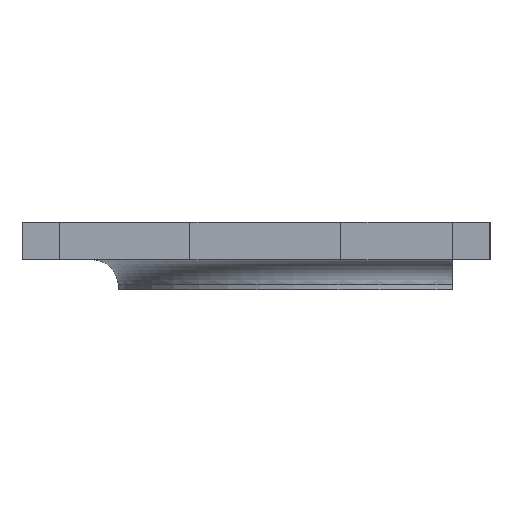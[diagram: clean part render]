
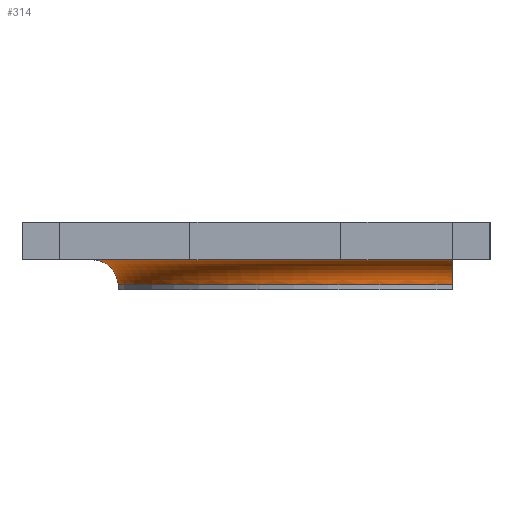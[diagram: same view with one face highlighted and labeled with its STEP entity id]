
A CAD part, left-side view. The second image highlights one B-rep face of the part: STEP entity #314.
In plain terms, the highlighted toroidal (fillet/blend) face has major radius 18 mm and minor radius 2 mm.
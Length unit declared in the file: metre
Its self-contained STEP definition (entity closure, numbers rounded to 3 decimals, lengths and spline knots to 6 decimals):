
#314 = ADVANCED_FACE( '', ( #652 ), #653, .F. );
#652 = FACE_OUTER_BOUND( '', #1682, .T. );
#653 = TOROIDAL_SURFACE( '', #1683, 0.018, 0.002 );
#1682 = EDGE_LOOP( '', ( #2556, #2557, #2558, #2559 ) );
#1683 = AXIS2_PLACEMENT_3D( '', #2560, #2561, #2562 );
#2556 = ORIENTED_EDGE( '', *, *, #2758, .F. );
#2557 = ORIENTED_EDGE( '', *, *, #2811, .T. );
#2558 = ORIENTED_EDGE( '', *, *, #2901, .F. );
#2559 = ORIENTED_EDGE( '', *, *, #2754, .F. );
#2560 = CARTESIAN_POINT( '', ( 0., 0., -0.002 ) );
#2561 = DIRECTION( '', ( 0., 0., 1. ) );
#2562 = DIRECTION( '', ( 1., 0., 0. ) );
#2754 = EDGE_CURVE( '', #3216, #3209, #3218, .T. );
#2758 = EDGE_CURVE( '', #3223, #3216, #3225, .T. );
#2811 = EDGE_CURVE( '', #3223, #3315, #3317, .T. );
#2901 = EDGE_CURVE( '', #3209, #3315, #3436, .F. );
#3209 = VERTEX_POINT( '', #3871 );
#3216 = VERTEX_POINT( '', #3882 );
#3218 = B_SPLINE_CURVE_WITH_KNOTS( '', 3, ( #3885, #3886, #3887, #3888, #3889, #3890, #3891, #3892, #3893, #3894, #3895, #3896, #3897, #3898, #3899, #3900 ), .UNSPECIFIED., .F., .F., ( 4, 2, 2, 2, 2, 2, 2, 4 ), ( 0., 0.000891, 0.001336, 0.001781, 0.002227, 0.002672, 0.003117, 0.003563 ), .UNSPECIFIED. );
#3223 = VERTEX_POINT( '', #3906 );
#3225 = CIRCLE( '', #3909, 0.018 );
#3315 = VERTEX_POINT( '', #4039 );
#3317 = B_SPLINE_CURVE_WITH_KNOTS( '', 3, ( #4041, #4042, #4043, #4044, #4045, #4046, #4047, #4048, #4049, #4050, #4051, #4052, #4053, #4054, #4055, #4056, #4057, #4058, #4059, #4060, #4061, #4062, #4063, #4064, #4065, #4066, #4067, #4068, #4069, #4070, #4071, #4072, #4073, #4074, #4075, #4076, #4077, #4078, #4079, #4080, #4081, #4082, #4083, #4084, #4085, #4086, #4087, #4088, #4089, #4090 ), .UNSPECIFIED., .F., .F., ( 4, 1, 2, 2, 2, 2, 1, 2, 1, 2, 2, 1, 1, 2, 2, 2, 2, 1, 2, 2, 2, 2, 1, 2, 2, 2, 1, 2, 4 ), ( 0., 0.000214, 0.000427, 0.00048, 0.000534, 0.000641, 0.000854, 0.001068, 0.001174, 0.001201, 0.001228, 0.001281, 0.001495, 0.001708, 0.001922, 0.001975, 0.002002, 0.002028, 0.002135, 0.002349, 0.002562, 0.002615, 0.002669, 0.002776, 0.002989, 0.003042, 0.003096, 0.003203, 0.003416 ), .UNSPECIFIED. );
#3436 = CIRCLE( '', #4256, 0.016 );
#3871 = CARTESIAN_POINT( '', ( -0.011985, -0.0106, -0.002 ) );
#3882 = CARTESIAN_POINT( '', ( -0.014548, -0.0106, 0. ) );
#3885 = CARTESIAN_POINT( '', ( -0.014548, -0.0106, 0. ) );
#3886 = CARTESIAN_POINT( '', ( -0.014247, -0.0106, 0. ) );
#3887 = CARTESIAN_POINT( '', ( -0.013953, -0.0106, -0.000043 ) );
#3888 = CARTESIAN_POINT( '', ( -0.013523, -0.0106, -0.000171 ) );
#3889 = CARTESIAN_POINT( '', ( -0.013382, -0.0106, -0.000225 ) );
#3890 = CARTESIAN_POINT( '', ( -0.013113, -0.0106, -0.000351 ) );
#3891 = CARTESIAN_POINT( '', ( -0.012985, -0.0106, -0.000424 ) );
#3892 = CARTESIAN_POINT( '', ( -0.01274, -0.0106, -0.000593 ) );
#3893 = CARTESIAN_POINT( '', ( -0.012623, -0.0106, -0.000689 ) );
#3894 = CARTESIAN_POINT( '', ( -0.012413, -0.0106, -0.000902 ) );
#3895 = CARTESIAN_POINT( '', ( -0.012319, -0.0106, -0.001019 ) );
#3896 = CARTESIAN_POINT( '', ( -0.012159, -0.0106, -0.001274 ) );
#3897 = CARTESIAN_POINT( '', ( -0.012096, -0.0106, -0.001411 ) );
#3898 = CARTESIAN_POINT( '', ( -0.012008, -0.0106, -0.001697 ) );
#3899 = CARTESIAN_POINT( '', ( -0.011985, -0.0106, -0.001848 ) );
#3900 = CARTESIAN_POINT( '', ( -0.011985, -0.0106, -0.002 ) );
#3906 = CARTESIAN_POINT( '', ( 0.0137, 0.011675, 0. ) );
#3909 = AXIS2_PLACEMENT_3D( '', #4651, #4652, #4653 );
#4039 = CARTESIAN_POINT( '', ( 0.012894, 0.009473, -0.002 ) );
#4041 = CARTESIAN_POINT( '', ( 0.0137, 0.011675, 0. ) );
#4042 = CARTESIAN_POINT( '', ( 0.013677, 0.011608, 0. ) );
#4043 = CARTESIAN_POINT( '', ( 0.01363, 0.011473, -0.000006 ) );
#4044 = CARTESIAN_POINT( '', ( 0.013583, 0.01134, -0.000023 ) );
#4045 = CARTESIAN_POINT( '', ( 0.013553, 0.011257, -0.000037 ) );
#4046 = CARTESIAN_POINT( '', ( 0.013547, 0.01124, -0.00004 ) );
#4047 = CARTESIAN_POINT( '', ( 0.013536, 0.011207, -0.000046 ) );
#4048 = CARTESIAN_POINT( '', ( 0.01353, 0.011191, -0.000049 ) );
#4049 = CARTESIAN_POINT( '', ( 0.013512, 0.011141, -0.00006 ) );
#4050 = CARTESIAN_POINT( '', ( 0.0135, 0.011108, -0.000068 ) );
#4051 = CARTESIAN_POINT( '', ( 0.013466, 0.011011, -0.000093 ) );
#4052 = CARTESIAN_POINT( '', ( 0.01342, 0.010883, -0.000132 ) );
#4053 = CARTESIAN_POINT( '', ( 0.013374, 0.010758, -0.000182 ) );
#4054 = CARTESIAN_POINT( '', ( 0.013341, 0.010666, -0.000224 ) );
#4055 = CARTESIAN_POINT( '', ( 0.013327, 0.010628, -0.000242 ) );
#4056 = CARTESIAN_POINT( '', ( 0.013313, 0.01059, -0.000261 ) );
#4057 = CARTESIAN_POINT( '', ( 0.013308, 0.010575, -0.000269 ) );
#4058 = CARTESIAN_POINT( '', ( 0.013305, 0.010567, -0.000273 ) );
#4059 = CARTESIAN_POINT( '', ( 0.013297, 0.010545, -0.000285 ) );
#4060 = CARTESIAN_POINT( '', ( 0.013269, 0.01047, -0.000326 ) );
#4061 = CARTESIAN_POINT( '', ( 0.013222, 0.010341, -0.000407 ) );
#4062 = CARTESIAN_POINT( '', ( 0.013182, 0.010234, -0.000489 ) );
#4063 = CARTESIAN_POINT( '', ( 0.013143, 0.01013, -0.000576 ) );
#4064 = CARTESIAN_POINT( '', ( 0.013124, 0.010079, -0.000623 ) );
#4065 = CARTESIAN_POINT( '', ( 0.013102, 0.010019, -0.000684 ) );
#4066 = CARTESIAN_POINT( '', ( 0.013097, 0.010007, -0.000697 ) );
#4067 = CARTESIAN_POINT( '', ( 0.013091, 0.009989, -0.000716 ) );
#4068 = CARTESIAN_POINT( '', ( 0.013088, 0.009984, -0.000722 ) );
#4069 = CARTESIAN_POINT( '', ( 0.013084, 0.009972, -0.000735 ) );
#4070 = CARTESIAN_POINT( '', ( 0.013073, 0.009943, -0.000767 ) );
#4071 = CARTESIAN_POINT( '', ( 0.013063, 0.009915, -0.0008 ) );
#4072 = CARTESIAN_POINT( '', ( 0.013038, 0.00985, -0.000881 ) );
#4073 = CARTESIAN_POINT( '', ( 0.013023, 0.00981, -0.000938 ) );
#4074 = CARTESIAN_POINT( '', ( 0.012994, 0.009735, -0.001055 ) );
#4075 = CARTESIAN_POINT( '', ( 0.012981, 0.0097, -0.001115 ) );
#4076 = CARTESIAN_POINT( '', ( 0.012966, 0.009661, -0.001194 ) );
#4077 = CARTESIAN_POINT( '', ( 0.012963, 0.009653, -0.00121 ) );
#4078 = CARTESIAN_POINT( '', ( 0.012957, 0.009638, -0.001242 ) );
#4079 = CARTESIAN_POINT( '', ( 0.012949, 0.009617, -0.001291 ) );
#4080 = CARTESIAN_POINT( '', ( 0.012942, 0.009597, -0.00134 ) );
#4081 = CARTESIAN_POINT( '', ( 0.012928, 0.009561, -0.001439 ) );
#4082 = CARTESIAN_POINT( '', ( 0.01292, 0.00954, -0.001507 ) );
#4083 = CARTESIAN_POINT( '', ( 0.012912, 0.009519, -0.001593 ) );
#4084 = CARTESIAN_POINT( '', ( 0.01291, 0.009515, -0.001611 ) );
#4085 = CARTESIAN_POINT( '', ( 0.012908, 0.009508, -0.001646 ) );
#4086 = CARTESIAN_POINT( '', ( 0.012904, 0.009498, -0.001698 ) );
#4087 = CARTESIAN_POINT( '', ( 0.012901, 0.00949, -0.001751 ) );
#4088 = CARTESIAN_POINT( '', ( 0.012896, 0.009477, -0.001857 ) );
#4089 = CARTESIAN_POINT( '', ( 0.012894, 0.009473, -0.001928 ) );
#4090 = CARTESIAN_POINT( '', ( 0.012894, 0.009473, -0.002 ) );
#4256 = AXIS2_PLACEMENT_3D( '', #4804, #4805, #4806 );
#4651 = CARTESIAN_POINT( '', ( 0., 0., 0. ) );
#4652 = DIRECTION( '', ( 0., 0., 1. ) );
#4653 = DIRECTION( '', ( 1., 0., 0. ) );
#4804 = CARTESIAN_POINT( '', ( 0., 0., -0.002 ) );
#4805 = DIRECTION( '', ( 0., 0., 1. ) );
#4806 = DIRECTION( '', ( 1., 0., 0. ) );
